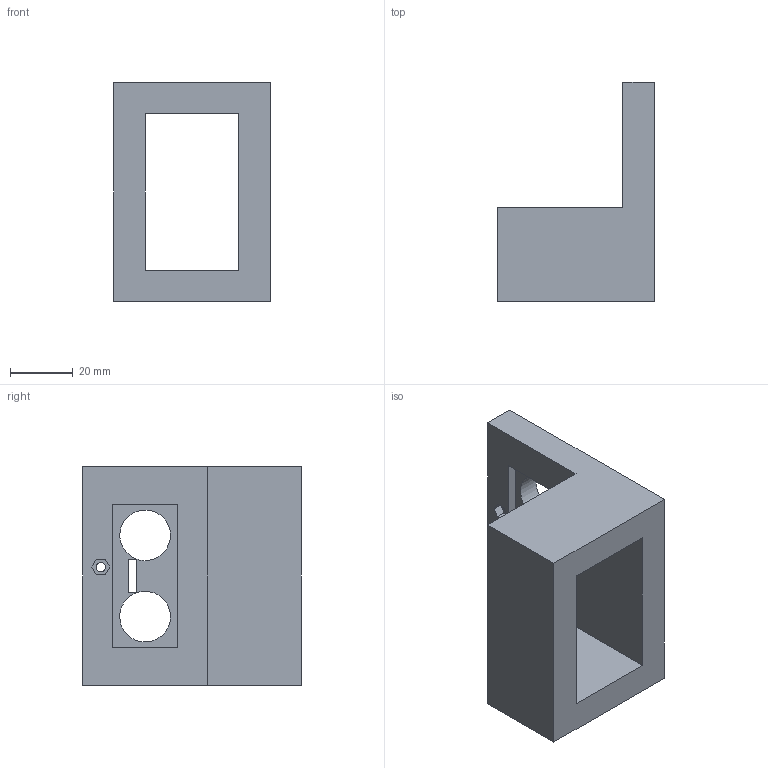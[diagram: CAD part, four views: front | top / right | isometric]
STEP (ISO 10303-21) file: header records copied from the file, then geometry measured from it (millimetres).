
FILE_DESCRIPTION(/* description */ (''),/* implementation_level */ '2;1');
FILE_NAME(/* name */ 'uMule-UDaR-sensor-x1.stp',/* time_stamp */ '2024-10-29T19:21:38+01:00',/* author */ ('owozn'),/* organization */ (''),/* preprocessor_version */ 'ST-DEVELOPER v20',/* originating_system */ 'Autodesk Inventor 2024',/* authorisation */ '');
FILE_SCHEMA (('AUTOMOTIVE_DESIGN { 1 0 10303 214 3 1 1 }'));
Length unit declared in the file: millimetre
Products named in the file (1): uMule-UDaR-sensor
Bounding box: 50 x 70 x 70 mm (x, y, z)
Volume: 81565 mm3; surface area: 22965.3 mm2
Topology: 1 solids, 1 shells, 34 faces, 129 edges, 139 vertices
Faces by surface type: plane 29, cylinder 5
Full cylindrical faces by diameter (mm): 3 x1
Entity records: 1294 total; most frequent: CARTESIAN_POINT 267, ORIENTED_EDGE 186, DIRECTION 179, EDGE_CURVE 93, LINE 83, VECTOR 83, VERTEX_POINT 58, AXIS2_PLACEMENT_3D 48
